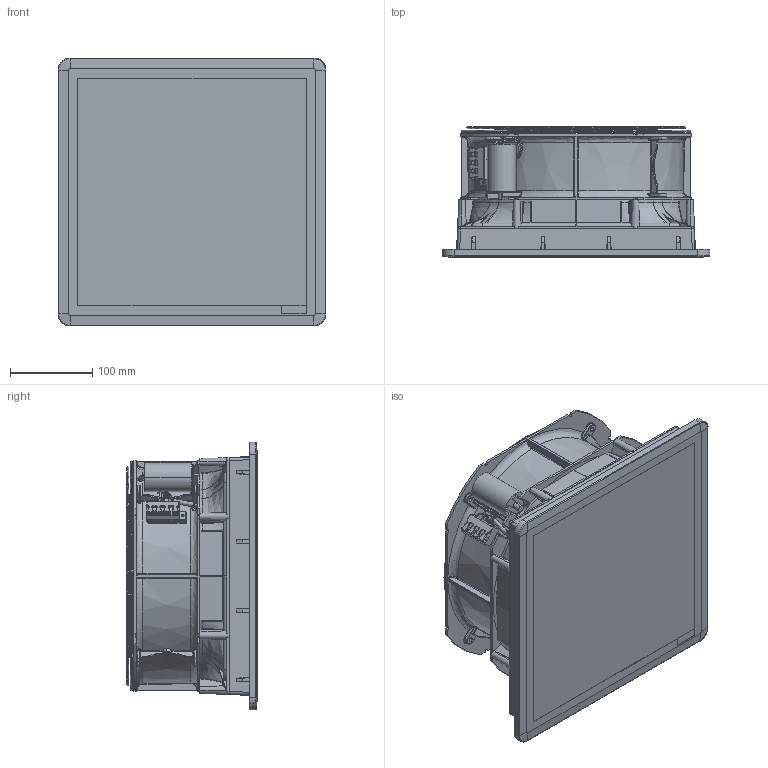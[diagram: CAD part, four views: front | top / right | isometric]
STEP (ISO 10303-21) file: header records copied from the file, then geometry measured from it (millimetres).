
FILE_DESCRIPTION (( 'STEP AP214' ), '1' );
FILE_NAME ('FF20GA115UE1.STEP', '2022-03-04T12:48:38', ( '' ), ( '' ), 'SwSTEP 2.0', 'SolidWorks 2021', '' );
FILE_SCHEMA (( 'AUTOMOTIVE_DESIGN' ));
Length unit declared in the file: inch
Products named in the file (1): FF20GA115UE1
Bounding box: 325 x 158.15 x 325 mm (x, y, z)
Volume: 9826305.2 mm3; surface area: 522807.6 mm2
Topology: 7 solids, 7 shells, 2194 faces, 5768 edges, 3570 vertices
Faces by surface type: bspline 857, cylinder 571, plane 452, torus 248, cone 66
Entity records: 144193 total; most frequent: CARTESIAN_POINT 68361, ORIENTED_EDGE 11452, DIRECTION 7812, EDGE_CURVE 5726, VERTEX_POINT 3570, AXIS2_PLACEMENT_3D 3192, EDGE_LOOP 2500, DIMENSIONAL_EXPONENTS 2203
